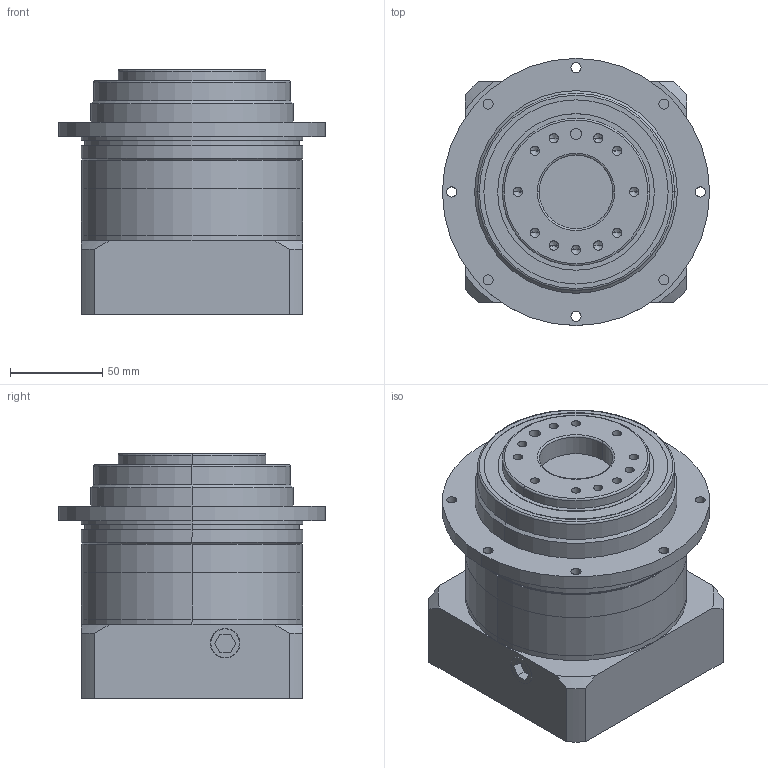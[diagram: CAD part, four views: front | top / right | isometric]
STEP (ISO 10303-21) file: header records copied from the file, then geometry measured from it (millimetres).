
FILE_DESCRIPTION (( 'STEP AP214' ), '1' );
FILE_NAME ('VGH110单级模型（19-55 55.5-1.52 4-8.5-89-89）.STEP', '2018-07-21T01:28:45', ( 'Windows' ), ( 'Microsoft' ), 'SwSTEP 2.0', 'SolidWorks 2016', '' );
FILE_SCHEMA (( 'AUTOMOTIVE_DESIGN' ));
Length unit declared in the file: millimetre
Products named in the file (1): VGH110单级模型（19-55 55.5-1.52 4-8.5-89-89）
Bounding box: 145 x 145 x 133 mm (x, y, z)
Volume: 1414472.9 mm3; surface area: 197477.3 mm2
Topology: 5 solids, 5 shells, 261 faces, 615 edges, 379 vertices
Faces by surface type: cylinder 121, plane 96, cone 38, torus 6
Entity records: 8033 total; most frequent: DIRECTION 1371, CARTESIAN_POINT 1250, ORIENTED_EDGE 1170, EDGE_CURVE 585, AXIS2_PLACEMENT_3D 532, VERTEX_POINT 379, EDGE_LOOP 324, LINE 307
